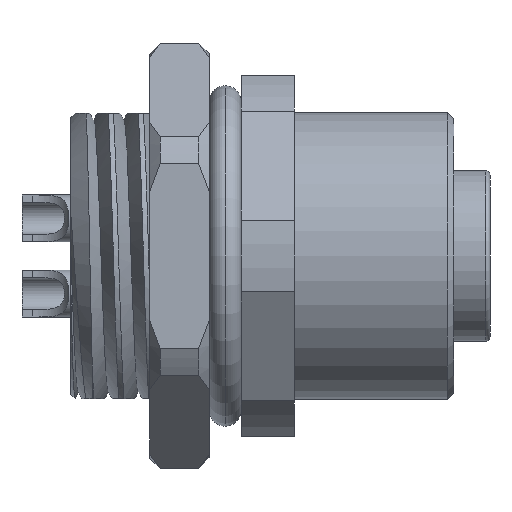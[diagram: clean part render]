
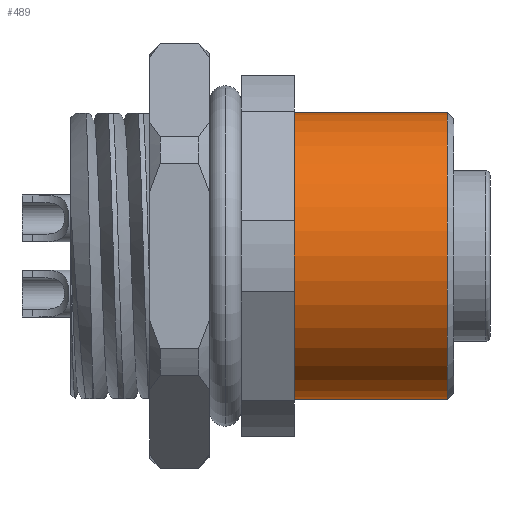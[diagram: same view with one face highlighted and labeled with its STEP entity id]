
A CAD part, front view. The second image highlights one B-rep face of the part: STEP entity #489.
In plain terms, the highlighted cylindrical face has radius 6.75 mm (diameter 13.5 mm), a partial arc.
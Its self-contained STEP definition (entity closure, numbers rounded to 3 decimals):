
#6 = DIRECTION ( 'NONE',  ( 0., 0., 1. ) ) ;
#354 = VERTEX_POINT ( 'NONE', #7841 ) ;
#489 = ADVANCED_FACE ( 'NONE', ( #2225 ), #580, .T. ) ;
#564 = CARTESIAN_POINT ( 'NONE',  ( -40.569, 0., 6.75 ) ) ;
#580 = CYLINDRICAL_SURFACE ( 'NONE', #1889, 6.75 ) ;
#868 = CIRCLE ( 'NONE', #9206, 6.75 ) ;
#1384 = LINE ( 'NONE', #564, #3963 ) ;
#1712 = EDGE_CURVE ( 'NONE', #7480, #9100, #10231, .T. ) ;
#1884 = ORIENTED_EDGE ( 'NONE', *, *, #5469, .T. ) ;
#1889 = AXIS2_PLACEMENT_3D ( 'NONE', #4702, #9604, #8775 ) ;
#2060 = EDGE_CURVE ( 'NONE', #354, #7480, #4237, .T. ) ;
#2225 = FACE_OUTER_BOUND ( 'NONE', #3701, .T. ) ;
#2803 = DIRECTION ( 'NONE',  ( -1., 0., 0. ) ) ;
#2846 = VECTOR ( 'NONE', #7691, 1000. ) ;
#2913 = DIRECTION ( 'NONE',  ( 0., 0., 1. ) ) ;
#2957 = CARTESIAN_POINT ( 'NONE',  ( 4.2, 0., 6.75 ) ) ;
#3495 = CARTESIAN_POINT ( 'NONE',  ( -3., 0., 6.75 ) ) ;
#3624 = CARTESIAN_POINT ( 'NONE',  ( 4.2, 0., 0. ) ) ;
#3701 = EDGE_LOOP ( 'NONE', ( #8654, #6727, #1884, #8885 ) ) ;
#3732 = DIRECTION ( 'NONE',  ( -1., 0., 0. ) ) ;
#3905 = CARTESIAN_POINT ( 'NONE',  ( -3., 0., -6.75 ) ) ;
#3963 = VECTOR ( 'NONE', #6592, 1000. ) ;
#4237 = LINE ( 'NONE', #9254, #2846 ) ;
#4702 = CARTESIAN_POINT ( 'NONE',  ( -40.569, 0., 0. ) ) ;
#5412 = AXIS2_PLACEMENT_3D ( 'NONE', #8017, #3732, #2913 ) ;
#5469 = EDGE_CURVE ( 'NONE', #8633, #9100, #1384, .T. ) ;
#6592 = DIRECTION ( 'NONE',  ( -1., 0., 0. ) ) ;
#6727 = ORIENTED_EDGE ( 'NONE', *, *, #9493, .T. ) ;
#7480 = VERTEX_POINT ( 'NONE', #3905 ) ;
#7691 = DIRECTION ( 'NONE',  ( -1., 0., 0. ) ) ;
#7841 = CARTESIAN_POINT ( 'NONE',  ( 4.2, 0., -6.75 ) ) ;
#8017 = CARTESIAN_POINT ( 'NONE',  ( -3., 0., 0. ) ) ;
#8633 = VERTEX_POINT ( 'NONE', #2957 ) ;
#8654 = ORIENTED_EDGE ( 'NONE', *, *, #2060, .F. ) ;
#8775 = DIRECTION ( 'NONE',  ( 0., 0., 1. ) ) ;
#8885 = ORIENTED_EDGE ( 'NONE', *, *, #1712, .F. ) ;
#9100 = VERTEX_POINT ( 'NONE', #3495 ) ;
#9206 = AXIS2_PLACEMENT_3D ( 'NONE', #3624, #2803, #6 ) ;
#9254 = CARTESIAN_POINT ( 'NONE',  ( -40.569, 0., -6.75 ) ) ;
#9493 = EDGE_CURVE ( 'NONE', #354, #8633, #868, .T. ) ;
#9604 = DIRECTION ( 'NONE',  ( -1., 0., 0. ) ) ;
#10231 = CIRCLE ( 'NONE', #5412, 6.75 ) ;
